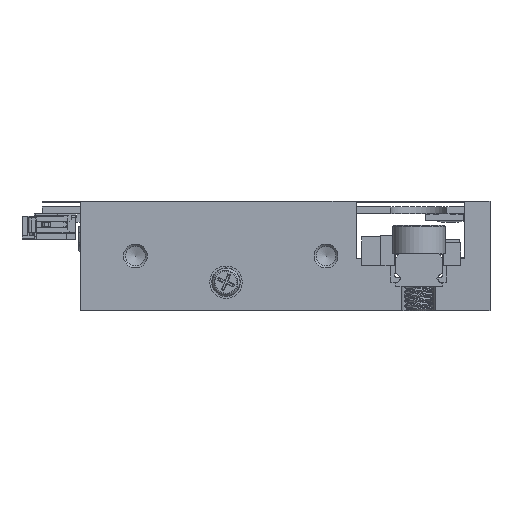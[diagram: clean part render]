
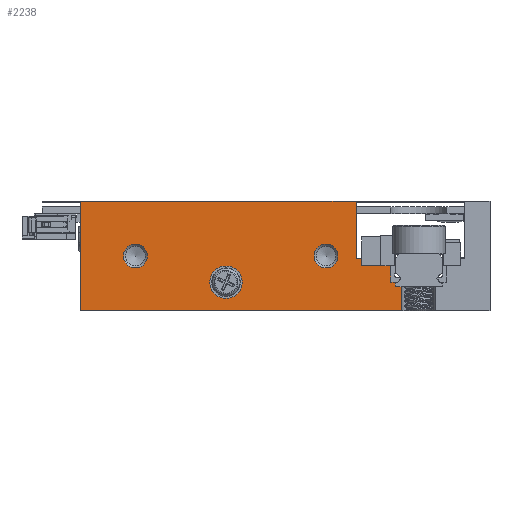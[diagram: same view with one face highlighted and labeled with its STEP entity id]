
A CAD part, left-side view. The second image highlights one B-rep face of the part: STEP entity #2238.
In plain terms, the highlighted planar face has unit normal (-1, 0, 0).
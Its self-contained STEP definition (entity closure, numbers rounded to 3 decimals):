
#1613=FACE_BOUND('',#5982,.T.);
#1614=FACE_BOUND('',#5983,.T.);
#1615=FACE_BOUND('',#5984,.T.);
#1616=FACE_BOUND('',#5985,.T.);
#2238=ADVANCED_FACE('',(#1613,#1614,#1615,#1616),#3690,.F.);
#3690=PLANE('',#28898);
#5982=EDGE_LOOP('',(#8653));
#5983=EDGE_LOOP('',(#8654));
#5984=EDGE_LOOP('',(#8655));
#5985=EDGE_LOOP('',(#8656,#8657,#8658,#8659,#8660,#8661,#8662,#8663));
#7819=CIRCLE('',#28895,1.7);
#7820=CIRCLE('',#28896,1.25);
#7821=CIRCLE('',#28897,1.25);
#8653=ORIENTED_EDGE('',*,*,#18976,.T.);
#8654=ORIENTED_EDGE('',*,*,#18977,.T.);
#8655=ORIENTED_EDGE('',*,*,#18978,.T.);
#8656=ORIENTED_EDGE('',*,*,#18956,.T.);
#8657=ORIENTED_EDGE('',*,*,#18979,.T.);
#8658=ORIENTED_EDGE('',*,*,#18980,.T.);
#8659=ORIENTED_EDGE('',*,*,#18981,.T.);
#8660=ORIENTED_EDGE('',*,*,#18982,.T.);
#8661=ORIENTED_EDGE('',*,*,#18934,.T.);
#8662=ORIENTED_EDGE('',*,*,#18908,.F.);
#8663=ORIENTED_EDGE('',*,*,#18918,.T.);
#16266=VERTEX_POINT('',#38638);
#16267=VERTEX_POINT('',#38640);
#16274=VERTEX_POINT('',#38657);
#16285=VERTEX_POINT('',#38689);
#16304=VERTEX_POINT('',#38733);
#16320=VERTEX_POINT('',#38774);
#16321=VERTEX_POINT('',#38776);
#16322=VERTEX_POINT('',#38778);
#16323=VERTEX_POINT('',#38780);
#16324=VERTEX_POINT('',#38782);
#16325=VERTEX_POINT('',#38784);
#18908=EDGE_CURVE('',#16266,#16267,#22748,.T.);
#18918=EDGE_CURVE('',#16266,#16274,#22756,.T.);
#18934=EDGE_CURVE('',#16285,#16267,#22772,.T.);
#18956=EDGE_CURVE('',#16274,#16304,#22783,.T.);
#18976=EDGE_CURVE('',#16320,#16320,#7819,.T.);
#18977=EDGE_CURVE('',#16321,#16321,#7820,.T.);
#18978=EDGE_CURVE('',#16322,#16322,#7821,.T.);
#18979=EDGE_CURVE('',#16304,#16323,#22802,.T.);
#18980=EDGE_CURVE('',#16323,#16324,#22803,.T.);
#18981=EDGE_CURVE('',#16324,#16325,#22804,.T.);
#18982=EDGE_CURVE('',#16325,#16285,#22805,.T.);
#22748=LINE('',#38639,#25819);
#22756=LINE('',#38658,#25827);
#22772=LINE('',#38688,#25843);
#22783=LINE('',#38734,#25854);
#22802=LINE('',#38779,#25873);
#22803=LINE('',#38781,#25874);
#22804=LINE('',#38783,#25875);
#22805=LINE('',#38785,#25876);
#25819=VECTOR('',#31125,1.);
#25827=VECTOR('',#31139,1.);
#25843=VECTOR('',#31163,1.);
#25854=VECTOR('',#31204,1.);
#25873=VECTOR('',#31239,1.);
#25874=VECTOR('',#31240,1.);
#25875=VECTOR('',#31241,1.);
#25876=VECTOR('',#31242,1.);
#28895=AXIS2_PLACEMENT_3D('',#38773,#31233,#31234);
#28896=AXIS2_PLACEMENT_3D('',#38775,#31235,#31236);
#28897=AXIS2_PLACEMENT_3D('',#38777,#31237,#31238);
#28898=AXIS2_PLACEMENT_3D('',#38786,#31243,#31244);
#31125=DIRECTION('',(0.,-1.,0.));
#31139=DIRECTION('',(0.,0.,-1.));
#31163=DIRECTION('',(0.,0.,1.));
#31204=DIRECTION('',(0.,-1.,0.));
#31233=DIRECTION('',(1.,0.,0.));
#31234=DIRECTION('',(0.,1.,0.));
#31235=DIRECTION('',(1.,0.,0.));
#31236=DIRECTION('',(0.,1.,0.));
#31237=DIRECTION('',(1.,0.,0.));
#31238=DIRECTION('',(0.,1.,0.));
#31239=DIRECTION('',(0.,0.,1.));
#31240=DIRECTION('',(0.,1.,0.));
#31241=DIRECTION('',(0.,0.,1.));
#31242=DIRECTION('',(0.,1.,0.));
#31243=DIRECTION('',(1.,0.,0.));
#31244=DIRECTION('',(0.,1.,0.));
#38638=CARTESIAN_POINT('',(-15.,43.,11.5));
#38639=CARTESIAN_POINT('',(-15.,43.,11.5));
#38640=CARTESIAN_POINT('',(-15.,14.05,11.5));
#38657=CARTESIAN_POINT('',(-15.,43.,0.));
#38658=CARTESIAN_POINT('',(-15.,43.,11.5));
#38688=CARTESIAN_POINT('',(-15.,14.05,5.5));
#38689=CARTESIAN_POINT('',(-15.,14.05,5.5));
#38733=CARTESIAN_POINT('',(-15.,9.25,0.));
#38734=CARTESIAN_POINT('',(-15.,43.,0.));
#38773=CARTESIAN_POINT('',(-15.,27.7,3.));
#38774=CARTESIAN_POINT('',(-15.,29.4,3.));
#38775=CARTESIAN_POINT('',(-15.,37.2,5.75));
#38776=CARTESIAN_POINT('',(-15.,38.45,5.75));
#38777=CARTESIAN_POINT('',(-15.,17.2,5.75));
#38778=CARTESIAN_POINT('',(-15.,18.45,5.75));
#38779=CARTESIAN_POINT('',(-15.,9.25,-0.3));
#38780=CARTESIAN_POINT('',(-15.,9.25,3.));
#38781=CARTESIAN_POINT('',(-15.,4.6,3.));
#38782=CARTESIAN_POINT('',(-15.,10.4,3.));
#38783=CARTESIAN_POINT('',(-15.,10.4,3.));
#38784=CARTESIAN_POINT('',(-15.,10.4,5.5));
#38785=CARTESIAN_POINT('',(-15.,10.4,5.5));
#38786=CARTESIAN_POINT('',(-15.,43.,11.5));
